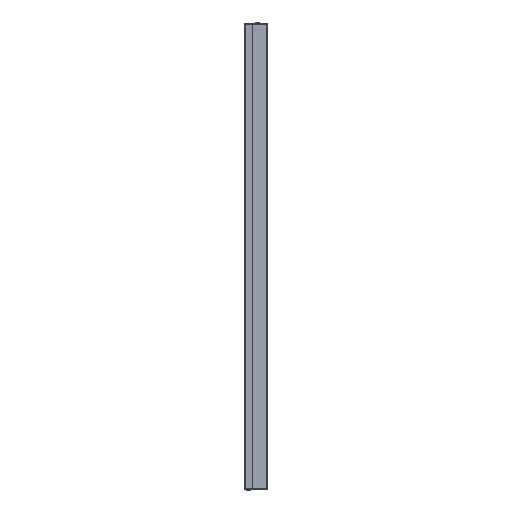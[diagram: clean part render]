
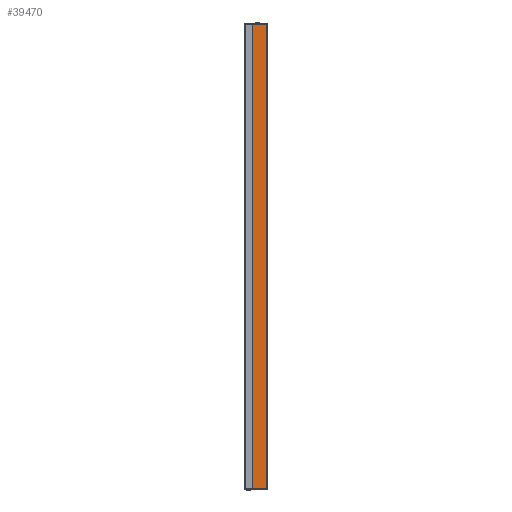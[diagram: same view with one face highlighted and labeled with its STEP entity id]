
A CAD part, left-side view. The second image highlights one B-rep face of the part: STEP entity #39470.
In plain terms, the highlighted planar face has unit normal (-1, 0, 0).
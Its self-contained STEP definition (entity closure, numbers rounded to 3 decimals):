
#829 = ORIENTED_EDGE ( 'NONE', *, *, #58174, .T. ) ;
#5514 = LINE ( 'NONE', #42895, #56656 ) ;
#6369 = ORIENTED_EDGE ( 'NONE', *, *, #39114, .T. ) ;
#7539 = ORIENTED_EDGE ( 'NONE', *, *, #26181, .T. ) ;
#9115 = DIRECTION ( 'NONE',  ( 0., -1., 0. ) ) ;
#9957 = CARTESIAN_POINT ( 'NONE',  ( -5.75, 0., 479.5 ) ) ;
#10853 = DIRECTION ( 'NONE',  ( 0., 1., 0. ) ) ;
#12840 = ORIENTED_EDGE ( 'NONE', *, *, #33701, .F. ) ;
#13222 = DIRECTION ( 'NONE',  ( 0., -1., 0. ) ) ;
#13669 = VECTOR ( 'NONE', #14886, 1000. ) ;
#14310 = CARTESIAN_POINT ( 'NONE',  ( -5.75, 0.3, 479.5 ) ) ;
#14886 = DIRECTION ( 'NONE',  ( 0., 0., -1. ) ) ;
#17534 = VECTOR ( 'NONE', #9115, 1000. ) ;
#17979 = LINE ( 'NONE', #14310, #38349 ) ;
#26181 = EDGE_CURVE ( 'NONE', #35576, #60206, #17979, .T. ) ;
#28406 = DIRECTION ( 'NONE',  ( 0., 0., 1. ) ) ;
#31279 = AXIS2_PLACEMENT_3D ( 'NONE', #9957, #32945, #10853 ) ;
#31445 = CARTESIAN_POINT ( 'NONE',  ( -5.75, 0.3, 479.5 ) ) ;
#31806 = LINE ( 'NONE', #41314, #17534 ) ;
#32945 = DIRECTION ( 'NONE',  ( 1., 0., 0. ) ) ;
#33105 = VERTEX_POINT ( 'NONE', #51273 ) ;
#33701 = EDGE_CURVE ( 'NONE', #57969, #60206, #5514, .T. ) ;
#35576 = VERTEX_POINT ( 'NONE', #39972 ) ;
#38169 = FACE_OUTER_BOUND ( 'NONE', #59519, .T. ) ;
#38220 = LINE ( 'NONE', #54041, #13669 ) ;
#38349 = VECTOR ( 'NONE', #28406, 1000. ) ;
#39114 = EDGE_CURVE ( 'NONE', #33105, #35576, #31806, .T. ) ;
#39470 = ADVANCED_FACE ( 'NONE', ( #38169 ), #56854, .F. ) ;
#39972 = CARTESIAN_POINT ( 'NONE',  ( -5.75, 0.3, -479.5 ) ) ;
#41314 = CARTESIAN_POINT ( 'NONE',  ( -5.75, 0., -479.5 ) ) ;
#42895 = CARTESIAN_POINT ( 'NONE',  ( -5.75, 0., 479.5 ) ) ;
#51273 = CARTESIAN_POINT ( 'NONE',  ( -5.75, 30.925, -479.5 ) ) ;
#54041 = CARTESIAN_POINT ( 'NONE',  ( -5.75, 30.925, 479.5 ) ) ;
#56656 = VECTOR ( 'NONE', #13222, 1000. ) ;
#56854 = PLANE ( 'NONE',  #31279 ) ;
#57969 = VERTEX_POINT ( 'NONE', #59384 ) ;
#58174 = EDGE_CURVE ( 'NONE', #57969, #33105, #38220, .T. ) ;
#59384 = CARTESIAN_POINT ( 'NONE',  ( -5.75, 30.925, 479.5 ) ) ;
#59519 = EDGE_LOOP ( 'NONE', ( #6369, #7539, #12840, #829 ) ) ;
#60206 = VERTEX_POINT ( 'NONE', #31445 ) ;
